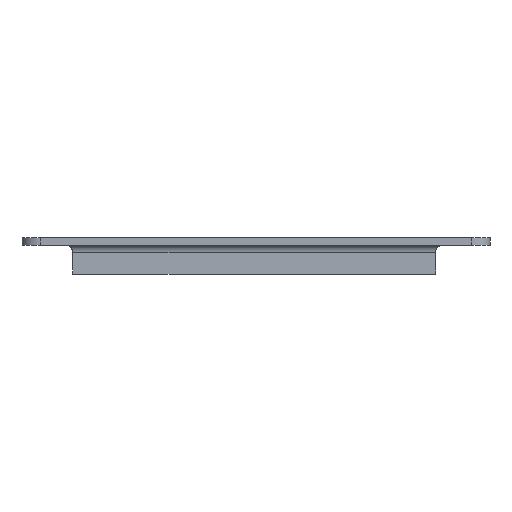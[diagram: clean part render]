
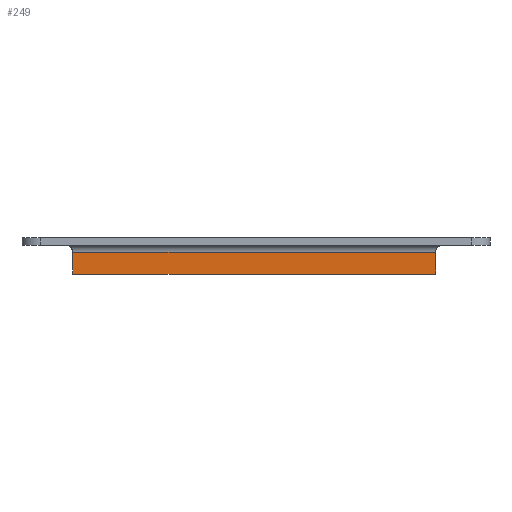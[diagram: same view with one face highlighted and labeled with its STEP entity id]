
A CAD part, left-side view. The second image highlights one B-rep face of the part: STEP entity #249.
In plain terms, the highlighted planar face has unit normal (-1, 0, 0).
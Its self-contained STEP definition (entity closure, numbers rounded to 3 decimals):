
#111=FACE_OUTER_BOUND('',#1059,.T.);
#249=ADVANCED_FACE('',(#111),#341,.F.);
#341=PLANE('',#2337);
#534=LINE('',#3469,#734);
#535=LINE('',#3472,#735);
#536=LINE('',#3474,#736);
#537=LINE('',#3476,#737);
#734=VECTOR('',#2854,1.);
#735=VECTOR('',#2855,1.);
#736=VECTOR('',#2856,1.);
#737=VECTOR('',#2857,1.);
#1059=EDGE_LOOP('',(#1556,#1557,#1558,#1559));
#1556=ORIENTED_EDGE('',*,*,#2100,.T.);
#1557=ORIENTED_EDGE('',*,*,#2101,.T.);
#1558=ORIENTED_EDGE('',*,*,#2102,.F.);
#1559=ORIENTED_EDGE('',*,*,#2103,.F.);
#1842=VERTEX_POINT('',#3470);
#1843=VERTEX_POINT('',#3471);
#1844=VERTEX_POINT('',#3473);
#1845=VERTEX_POINT('',#3475);
#2100=EDGE_CURVE('',#1842,#1843,#534,.T.);
#2101=EDGE_CURVE('',#1843,#1844,#535,.T.);
#2102=EDGE_CURVE('',#1845,#1844,#536,.T.);
#2103=EDGE_CURVE('',#1842,#1845,#537,.T.);
#2337=AXIS2_PLACEMENT_3D('',#3477,#2858,#2859);
#2854=DIRECTION('',(0.,0.,1.));
#2855=DIRECTION('',(0.,1.,0.));
#2856=DIRECTION('',(0.,0.,1.));
#2857=DIRECTION('',(0.,1.,0.));
#2858=DIRECTION('',(1.,0.,0.));
#2859=DIRECTION('',(0.,1.,0.));
#3469=CARTESIAN_POINT('',(30.,15.,-8.));
#3470=CARTESIAN_POINT('',(30.,15.,-8.));
#3471=CARTESIAN_POINT('',(30.,15.,-2.));
#3472=CARTESIAN_POINT('',(30.,115.,-2.));
#3473=CARTESIAN_POINT('',(30.,115.,-2.));
#3474=CARTESIAN_POINT('',(30.,115.,-8.));
#3475=CARTESIAN_POINT('',(30.,115.,-8.));
#3476=CARTESIAN_POINT('',(30.,15.,-8.));
#3477=CARTESIAN_POINT('',(30.,15.,-8.));
